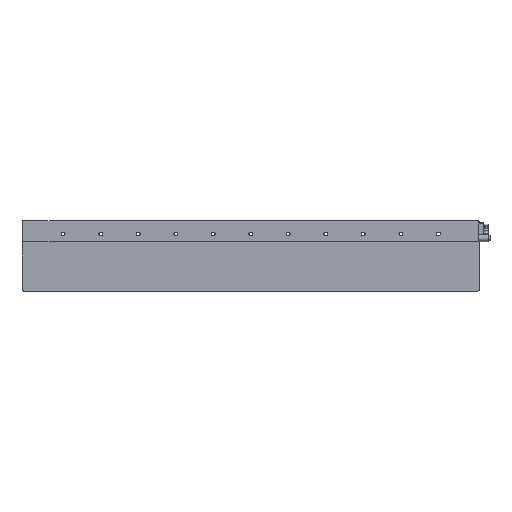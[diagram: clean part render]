
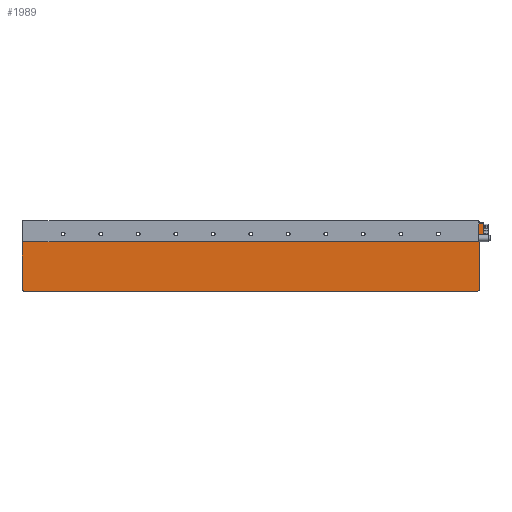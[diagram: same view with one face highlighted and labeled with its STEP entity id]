
A CAD part, top view. The second image highlights one B-rep face of the part: STEP entity #1989.
In plain terms, the highlighted planar face has unit normal (0, 0, 1).
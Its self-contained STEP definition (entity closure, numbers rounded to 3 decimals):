
#161=DIRECTION('',(0.,1.,0.));
#162=VECTOR('',#161,23.445);
#163=CARTESIAN_POINT('',(258.999,16.05,4.2));
#164=LINE('',#163,#162);
#165=CARTESIAN_POINT('',(257.8,37.65,4.2));
#166=DIRECTION('',(0.,0.,-1.));
#167=DIRECTION('',(0.545,0.838,0.));
#168=AXIS2_PLACEMENT_3D('',#165,#166,#167);
#170=DIRECTION('',(0.,-1.,0.));
#171=VECTOR('',#170,0.25);
#172=CARTESIAN_POINT('',(260.,37.65,4.2));
#173=LINE('',#172,#171);
#174=DIRECTION('',(0.,-1.,0.));
#175=VECTOR('',#174,14.6);
#176=CARTESIAN_POINT('',(264.6,37.4,4.2));
#177=LINE('',#176,#175);
#178=DIRECTION('',(0.,-1.,0.));
#179=VECTOR('',#178,60.55);
#180=CARTESIAN_POINT('',(260.,22.8,4.2));
#181=LINE('',#180,#179);
#182=CARTESIAN_POINT('',(257.8,-37.75,4.2));
#183=DIRECTION('',(0.,0.,-1.));
#184=DIRECTION('',(1.,0.,0.));
#185=AXIS2_PLACEMENT_3D('',#182,#183,#184);
#187=DIRECTION('',(-1.,0.,0.));
#188=VECTOR('',#187,515.6);
#189=CARTESIAN_POINT('',(257.8,-39.95,4.2));
#190=LINE('',#189,#188);
#191=CARTESIAN_POINT('',(-257.8,-37.75,4.2));
#192=DIRECTION('',(0.,0.,-1.));
#193=DIRECTION('',(0.,-1.,0.));
#194=AXIS2_PLACEMENT_3D('',#191,#192,#193);
#196=DIRECTION('',(0.,1.,0.));
#197=VECTOR('',#196,75.4);
#198=CARTESIAN_POINT('',(-260.,-37.75,4.2));
#199=LINE('',#198,#197);
#200=CARTESIAN_POINT('',(-257.8,37.65,4.2));
#201=DIRECTION('',(0.,0.,-1.));
#202=DIRECTION('',(-1.,0.,0.));
#203=AXIS2_PLACEMENT_3D('',#200,#201,#202);
#205=DIRECTION('',(1.,0.,0.));
#206=VECTOR('',#205,518.);
#207=CARTESIAN_POINT('',(-259.001,16.05,4.2));
#208=LINE('',#207,#206);
#273=DIRECTION('',(1.,0.,0.));
#274=VECTOR('',#273,4.6);
#275=CARTESIAN_POINT('',(260.,22.8,4.2));
#276=LINE('',#275,#274);
#345=DIRECTION('',(-1.,0.,0.));
#346=VECTOR('',#345,4.6);
#347=CARTESIAN_POINT('',(264.6,37.4,4.2));
#348=LINE('',#347,#346);
#612=DIRECTION('',(0.,1.,0.));
#613=VECTOR('',#612,23.443);
#614=CARTESIAN_POINT('',(-259.001,16.05,4.2));
#615=LINE('',#614,#613);
#1441=CARTESIAN_POINT('',(-259.001,39.493,4.2));
#1443=VERTEX_POINT('',#1441);
#1445=CARTESIAN_POINT('',(-260.,37.65,4.2));
#1446=VERTEX_POINT('',#1445);
#1450=CARTESIAN_POINT('',(258.999,39.495,4.2));
#1452=VERTEX_POINT('',#1450);
#1461=CARTESIAN_POINT('',(260.,37.65,4.2));
#1462=VERTEX_POINT('',#1461);
#1467=CARTESIAN_POINT('',(260.,37.4,4.2));
#1468=VERTEX_POINT('',#1467);
#1469=CARTESIAN_POINT('',(260.,-37.75,4.2));
#1470=VERTEX_POINT('',#1469);
#1471=CARTESIAN_POINT('',(260.,22.8,4.2));
#1472=VERTEX_POINT('',#1471);
#1493=CARTESIAN_POINT('',(264.6,22.8,4.2));
#1494=VERTEX_POINT('',#1493);
#1495=CARTESIAN_POINT('',(258.999,16.05,4.2));
#1496=VERTEX_POINT('',#1495);
#1497=CARTESIAN_POINT('',(264.6,37.4,4.2));
#1498=VERTEX_POINT('',#1497);
#1499=CARTESIAN_POINT('',(257.8,-39.95,4.2));
#1500=VERTEX_POINT('',#1499);
#1501=CARTESIAN_POINT('',(-257.8,-39.95,4.2));
#1502=VERTEX_POINT('',#1501);
#1503=CARTESIAN_POINT('',(-260.,-37.75,4.2));
#1504=VERTEX_POINT('',#1503);
#1505=CARTESIAN_POINT('',(-259.001,16.05,4.2));
#1506=VERTEX_POINT('',#1505);
#1957=CARTESIAN_POINT('',(0.,-0.05,4.2));
#1958=DIRECTION('',(0.,0.,1.));
#1959=DIRECTION('',(1.,0.,0.));
#1960=AXIS2_PLACEMENT_3D('',#1957,#1958,#1959);
#1961=PLANE('',#1960);
#1962=ORIENTED_EDGE('',*,*,#1931,.T.);
#1963=ORIENTED_EDGE('',*,*,#1894,.T.);
#1965=ORIENTED_EDGE('',*,*,#1964,.T.);
#1967=ORIENTED_EDGE('',*,*,#1966,.F.);
#1969=ORIENTED_EDGE('',*,*,#1968,.T.);
#1971=ORIENTED_EDGE('',*,*,#1970,.F.);
#1973=ORIENTED_EDGE('',*,*,#1972,.T.);
#1975=ORIENTED_EDGE('',*,*,#1974,.T.);
#1977=ORIENTED_EDGE('',*,*,#1976,.T.);
#1979=ORIENTED_EDGE('',*,*,#1978,.T.);
#1981=ORIENTED_EDGE('',*,*,#1980,.T.);
#1983=ORIENTED_EDGE('',*,*,#1982,.T.);
#1985=ORIENTED_EDGE('',*,*,#1984,.F.);
#1986=ORIENTED_EDGE('',*,*,#1947,.T.);
#1987=EDGE_LOOP('',(#1962,#1963,#1965,#1967,#1969,#1971,#1973,#1975,#1977,#1979,
#1981,#1983,#1985,#1986));
#1988=FACE_OUTER_BOUND('',#1987,.F.);
#169=CIRCLE('',#168,2.2);
#186=CIRCLE('',#185,2.2);
#195=CIRCLE('',#194,2.2);
#204=CIRCLE('',#203,2.2);
#1894=EDGE_CURVE('',#1452,#1462,#169,.T.);
#1931=EDGE_CURVE('',#1496,#1452,#164,.T.);
#1947=EDGE_CURVE('',#1506,#1496,#208,.T.);
#1964=EDGE_CURVE('',#1462,#1468,#173,.T.);
#1966=EDGE_CURVE('',#1498,#1468,#348,.T.);
#1968=EDGE_CURVE('',#1498,#1494,#177,.T.);
#1970=EDGE_CURVE('',#1472,#1494,#276,.T.);
#1972=EDGE_CURVE('',#1472,#1470,#181,.T.);
#1974=EDGE_CURVE('',#1470,#1500,#186,.T.);
#1976=EDGE_CURVE('',#1500,#1502,#190,.T.);
#1978=EDGE_CURVE('',#1502,#1504,#195,.T.);
#1980=EDGE_CURVE('',#1504,#1446,#199,.T.);
#1982=EDGE_CURVE('',#1446,#1443,#204,.T.);
#1984=EDGE_CURVE('',#1506,#1443,#615,.T.);
#1989=ADVANCED_FACE('',(#1988),#1961,.T.);
